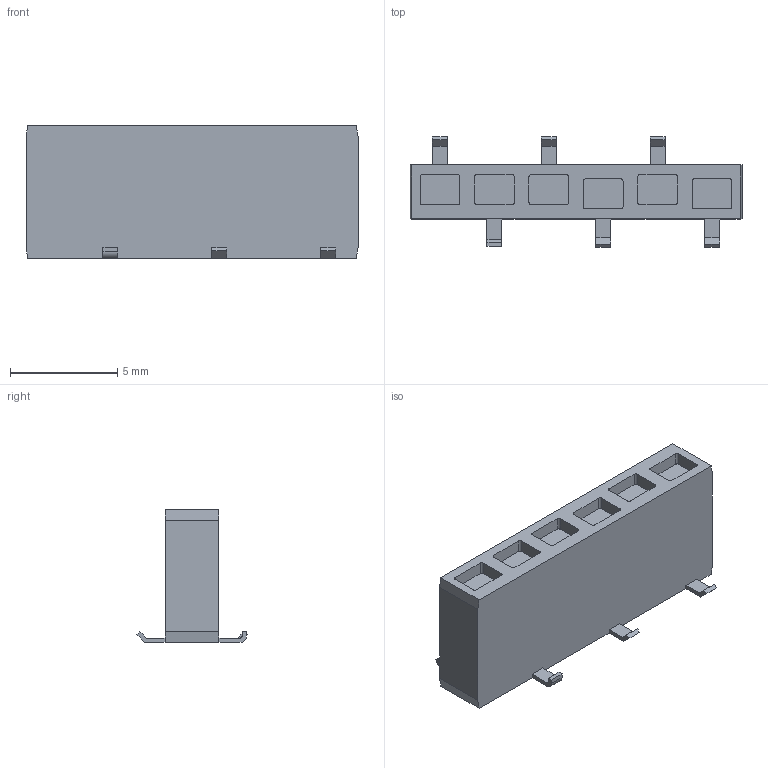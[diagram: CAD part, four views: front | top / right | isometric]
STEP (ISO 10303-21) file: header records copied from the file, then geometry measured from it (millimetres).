
FILE_DESCRIPTION((''),'2;1');
FILE_NAME('C-1241152-6','2012-12-26T',('workeradm'),('Tyco Electronics Ltd.'),'PRO/ENGINEER BY PARAMETRIC TECHNOLOGY CORPORATION, 2010430','PRO/ENGINEER BY PARAMETRIC TECHNOLOGY CORPORATION, 2010430','');
FILE_SCHEMA(('AUTOMOTIVE_DESIGN { 1 0 10303 214 1 1 1 1 }'));
Length unit declared in the file: millimetre
Products named in the file (1): C-1241152-6
Bounding box: 15.5 x 5.15 x 6.2 mm (x, y, z)
Volume: 233.8 mm3; surface area: 338.5 mm2
Topology: 1 solids, 1 shells, 102 faces, 282 edges, 188 vertices
Faces by surface type: plane 76, cylinder 26
Entity records: 3509 total; most frequent: CARTESIAN_POINT 574, ORIENTED_EDGE 564, DIRECTION 538, EDGE_CURVE 282, VECTOR 230, LINE 230, VERTEX_POINT 188, AXIS2_PLACEMENT_3D 154
